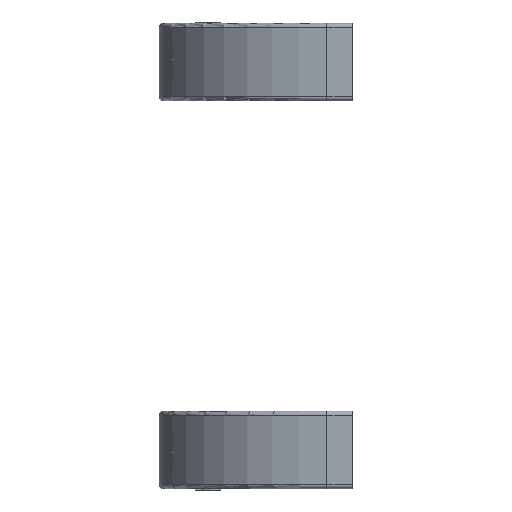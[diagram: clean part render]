
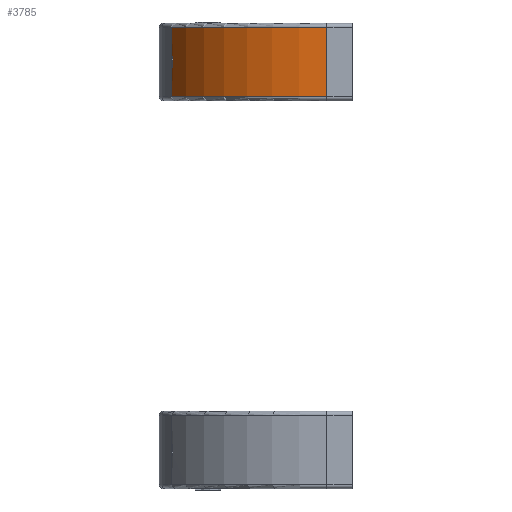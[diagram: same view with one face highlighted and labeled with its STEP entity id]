
A CAD part, left-side view. The second image highlights one B-rep face of the part: STEP entity #3785.
In plain terms, the highlighted cylindrical face has radius 67.27 mm (diameter 134.541 mm), a partial arc.
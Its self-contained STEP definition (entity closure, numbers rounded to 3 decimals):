
#230 = AXIS2_PLACEMENT_3D ( 'NONE', #18071, #8894, #19615 ) ;
#293 = AXIS2_PLACEMENT_3D ( 'NONE', #15926, #19001, #9801 ) ;
#331 = DIRECTION ( 'NONE',  ( 0., 0., 1. ) ) ;
#405 = EDGE_CURVE ( 'NONE', #3743, #9838, #2682, .T. ) ;
#417 = CARTESIAN_POINT ( 'NONE',  ( -39.838, 59.797, 26.9 ) ) ;
#626 = CARTESIAN_POINT ( 'NONE',  ( -39.838, 59.797, 0.1 ) ) ;
#855 = EDGE_CURVE ( 'NONE', #11538, #5993, #6273, .T. ) ;
#869 = EDGE_CURVE ( 'NONE', #9838, #8470, #1021, .T. ) ;
#1021 = B_SPLINE_CURVE_WITH_KNOTS ( 'NONE', 3,
 ( #15564, #4885, #6417, #17123, #7931, #18655 ),
 .UNSPECIFIED., .F., .F.,
 ( 4, 2, 4 ),
 ( 0., 0., 0.001 ),
 .UNSPECIFIED. ) ;
#1092 = ORIENTED_EDGE ( 'NONE', *, *, #18603, .T. ) ;
#1128 = EDGE_CURVE ( 'NONE', #17055, #19712, #18225, .T. ) ;
#1490 = EDGE_CURVE ( 'NONE', #2593, #2421, #9331, .T. ) ;
#1821 = CARTESIAN_POINT ( 'NONE',  ( -9.022, 0., 26.9 ) ) ;
#1956 = CARTESIAN_POINT ( 'NONE',  ( -39.64, 59.899, 26.862 ) ) ;
#2149 = AXIS2_PLACEMENT_3D ( 'NONE', #1821, #12493, #3338 ) ;
#2421 = VERTEX_POINT ( 'NONE', #15257 ) ;
#2504 = CARTESIAN_POINT ( 'NONE',  ( -9.022, 0., 15.5 ) ) ;
#2574 = CARTESIAN_POINT ( 'NONE',  ( -39.438, 60.002, 27. ) ) ;
#2593 = VERTEX_POINT ( 'NONE', #9823 ) ;
#2682 = CIRCLE ( 'NONE', #10599, 67.27 ) ;
#3305 = AXIS2_PLACEMENT_3D ( 'NONE', #2504, #13199, #4051 ) ;
#3338 = DIRECTION ( 'NONE',  ( 1., 0., 0. ) ) ;
#3464 = CARTESIAN_POINT ( 'NONE',  ( -39.438, 60.002, 26.612 ) ) ;
#3544 = CYLINDRICAL_SURFACE ( 'NONE', #293, 67.27 ) ;
#3566 = ORIENTED_EDGE ( 'NONE', *, *, #1128, .T. ) ;
#3576 = CARTESIAN_POINT ( 'NONE',  ( -39.641, 59.898, 0.136 ) ) ;
#3743 = VERTEX_POINT ( 'NONE', #626 ) ;
#3785 = ADVANCED_FACE ( 'NONE', ( #8066 ), #3544, .T. ) ;
#4051 = DIRECTION ( 'NONE',  ( -1., 0., 0. ) ) ;
#4683 = CARTESIAN_POINT ( 'NONE',  ( -9.022, 0., 0.1 ) ) ;
#4820 = ORIENTED_EDGE ( 'NONE', *, *, #1490, .F. ) ;
#4885 = CARTESIAN_POINT ( 'NONE',  ( -76.292, 0.395, 0.1 ) ) ;
#5133 = CARTESIAN_POINT ( 'NONE',  ( -39.838, 59.797, 0.1 ) ) ;
#5155 = CARTESIAN_POINT ( 'NONE',  ( -76.291, 0.501, 26.9 ) ) ;
#5510 = EDGE_LOOP ( 'NONE', ( #16755, #1092, #10643, #4820, #16853, #3566, #7240, #7868, #7557, #7829, #12017, #12545 ) ) ;
#5599 = CARTESIAN_POINT ( 'NONE',  ( -76.291, 0.501, 0.1 ) ) ;
#5993 = VERTEX_POINT ( 'NONE', #18653 ) ;
#6017 = B_SPLINE_CURVE_WITH_KNOTS ( 'NONE', 3,
 ( #417, #9530, #1956, #12622, #3464, #14145 ),
 .UNSPECIFIED., .F., .F.,
 ( 4, 2, 4 ),
 ( 0., 0., 0.001 ),
 .UNSPECIFIED. ) ;
#6026 = VECTOR ( 'NONE', #11803, 1000. ) ;
#6170 = DIRECTION ( 'NONE',  ( 0., 0., -1. ) ) ;
#6231 = DIRECTION ( 'NONE',  ( 1., 0., 0. ) ) ;
#6249 = CARTESIAN_POINT ( 'NONE',  ( -76.293, 0.1, 0.5 ) ) ;
#6273 = CIRCLE ( 'NONE', #2149, 67.27 ) ;
#6347 = DIRECTION ( 'NONE',  ( 0., 0., 1. ) ) ;
#6417 = CARTESIAN_POINT ( 'NONE',  ( -76.292, 0.291, 0.143 ) ) ;
#6513 = CARTESIAN_POINT ( 'NONE',  ( -39.438, 60.002, 11.5 ) ) ;
#7083 = EDGE_CURVE ( 'NONE', #2421, #14189, #15816, .T. ) ;
#7141 = B_SPLINE_CURVE_WITH_KNOTS ( 'NONE', 3,
 ( #8098, #17302, #12735, #3576, #14245, #5133 ),
 .UNSPECIFIED., .F., .F.,
 ( 4, 2, 4 ),
 ( 0., 0., 0.001 ),
 .UNSPECIFIED. ) ;
#7240 = ORIENTED_EDGE ( 'NONE', *, *, #19719, .T. ) ;
#7557 = ORIENTED_EDGE ( 'NONE', *, *, #869, .T. ) ;
#7762 = CARTESIAN_POINT ( 'NONE',  ( -76.293, 0.1, 26.5 ) ) ;
#7829 = ORIENTED_EDGE ( 'NONE', *, *, #19183, .T. ) ;
#7868 = ORIENTED_EDGE ( 'NONE', *, *, #405, .T. ) ;
#7906 = CARTESIAN_POINT ( 'NONE',  ( -40.293, 59.561, 27. ) ) ;
#7931 = CARTESIAN_POINT ( 'NONE',  ( -76.293, 0.1, 0.394 ) ) ;
#8066 = FACE_OUTER_BOUND ( 'NONE', #5510, .T. ) ;
#8098 = CARTESIAN_POINT ( 'NONE',  ( -39.438, 60.002, 0.5 ) ) ;
#8470 = VERTEX_POINT ( 'NONE', #6249 ) ;
#8894 = DIRECTION ( 'NONE',  ( 0., 0., 1. ) ) ;
#9069 = CARTESIAN_POINT ( 'NONE',  ( -76.292, 0.292, 26.857 ) ) ;
#9331 = LINE ( 'NONE', #7906, #13398 ) ;
#9530 = CARTESIAN_POINT ( 'NONE',  ( -39.739, 59.848, 26.9 ) ) ;
#9801 = DIRECTION ( 'NONE',  ( -1., 0., 0. ) ) ;
#9823 = CARTESIAN_POINT ( 'NONE',  ( -40.293, 59.561, 11.5 ) ) ;
#9838 = VERTEX_POINT ( 'NONE', #5599 ) ;
#10376 = LINE ( 'NONE', #13946, #13981 ) ;
#10526 = CARTESIAN_POINT ( 'NONE',  ( -76.293, 0.1, 26.606 ) ) ;
#10596 = CARTESIAN_POINT ( 'NONE',  ( -76.291, 0.501, 26.9 ) ) ;
#10599 = AXIS2_PLACEMENT_3D ( 'NONE', #4683, #15377, #6231 ) ;
#10643 = ORIENTED_EDGE ( 'NONE', *, *, #7083, .F. ) ;
#10910 = CIRCLE ( 'NONE', #230, 67.27 ) ;
#11538 = VERTEX_POINT ( 'NONE', #5155 ) ;
#11803 = DIRECTION ( 'NONE',  ( 0., 0., -1. ) ) ;
#12017 = ORIENTED_EDGE ( 'NONE', *, *, #14548, .T. ) ;
#12493 = DIRECTION ( 'NONE',  ( 0., 0., -1. ) ) ;
#12535 = CARTESIAN_POINT ( 'NONE',  ( -39.438, 60.002, 26.5 ) ) ;
#12545 = ORIENTED_EDGE ( 'NONE', *, *, #855, .T. ) ;
#12595 = VERTEX_POINT ( 'NONE', #12535 ) ;
#12622 = CARTESIAN_POINT ( 'NONE',  ( -39.488, 59.976, 26.72 ) ) ;
#12735 = CARTESIAN_POINT ( 'NONE',  ( -39.487, 59.977, 0.281 ) ) ;
#12824 = LINE ( 'NONE', #16880, #16428 ) ;
#13199 = DIRECTION ( 'NONE',  ( 0., 0., -1. ) ) ;
#13398 = VECTOR ( 'NONE', #331, 1000. ) ;
#13946 = CARTESIAN_POINT ( 'NONE',  ( -76.293, 0.1, 27. ) ) ;
#13981 = VECTOR ( 'NONE', #6347, 1000. ) ;
#14145 = CARTESIAN_POINT ( 'NONE',  ( -39.438, 60.002, 26.5 ) ) ;
#14189 = VERTEX_POINT ( 'NONE', #18737 ) ;
#14245 = CARTESIAN_POINT ( 'NONE',  ( -39.739, 59.848, 0.1 ) ) ;
#14548 = EDGE_CURVE ( 'NONE', #16932, #11538, #15216, .T. ) ;
#15216 = B_SPLINE_CURVE_WITH_KNOTS ( 'NONE', 3,
 ( #16727, #10526, #18256, #9069, #19776, #10596 ),
 .UNSPECIFIED., .F., .F.,
 ( 4, 2, 4 ),
 ( 0., 0., 0.001 ),
 .UNSPECIFIED. ) ;
#15257 = CARTESIAN_POINT ( 'NONE',  ( -40.293, 59.561, 15.5 ) ) ;
#15377 = DIRECTION ( 'NONE',  ( 0., 0., 1. ) ) ;
#15564 = CARTESIAN_POINT ( 'NONE',  ( -76.291, 0.501, 0.1 ) ) ;
#15691 = EDGE_CURVE ( 'NONE', #17055, #2593, #10910, .T. ) ;
#15816 = CIRCLE ( 'NONE', #3305, 67.27 ) ;
#15926 = CARTESIAN_POINT ( 'NONE',  ( -9.022, 0., 27. ) ) ;
#16041 = EDGE_CURVE ( 'NONE', #5993, #12595, #6017, .T. ) ;
#16428 = VECTOR ( 'NONE', #6170, 1000. ) ;
#16727 = CARTESIAN_POINT ( 'NONE',  ( -76.293, 0.1, 26.5 ) ) ;
#16755 = ORIENTED_EDGE ( 'NONE', *, *, #16041, .T. ) ;
#16853 = ORIENTED_EDGE ( 'NONE', *, *, #15691, .F. ) ;
#16880 = CARTESIAN_POINT ( 'NONE',  ( -39.438, 60.002, 27. ) ) ;
#16932 = VERTEX_POINT ( 'NONE', #7762 ) ;
#17055 = VERTEX_POINT ( 'NONE', #6513 ) ;
#17123 = CARTESIAN_POINT ( 'NONE',  ( -76.293, 0.144, 0.291 ) ) ;
#17302 = CARTESIAN_POINT ( 'NONE',  ( -39.438, 60.002, 0.387 ) ) ;
#18071 = CARTESIAN_POINT ( 'NONE',  ( -9.022, 0., 11.5 ) ) ;
#18225 = LINE ( 'NONE', #2574, #6026 ) ;
#18256 = CARTESIAN_POINT ( 'NONE',  ( -76.293, 0.144, 26.709 ) ) ;
#18603 = EDGE_CURVE ( 'NONE', #12595, #14189, #12824, .T. ) ;
#18653 = CARTESIAN_POINT ( 'NONE',  ( -39.838, 59.797, 26.9 ) ) ;
#18655 = CARTESIAN_POINT ( 'NONE',  ( -76.293, 0.1, 0.5 ) ) ;
#18737 = CARTESIAN_POINT ( 'NONE',  ( -39.438, 60.002, 15.5 ) ) ;
#18759 = CARTESIAN_POINT ( 'NONE',  ( -39.438, 60.002, 0.5 ) ) ;
#19001 = DIRECTION ( 'NONE',  ( 0., 0., -1. ) ) ;
#19183 = EDGE_CURVE ( 'NONE', #8470, #16932, #10376, .T. ) ;
#19615 = DIRECTION ( 'NONE',  ( 1., 0., 0. ) ) ;
#19712 = VERTEX_POINT ( 'NONE', #18759 ) ;
#19719 = EDGE_CURVE ( 'NONE', #19712, #3743, #7141, .T. ) ;
#19776 = CARTESIAN_POINT ( 'NONE',  ( -76.292, 0.395, 26.9 ) ) ;
